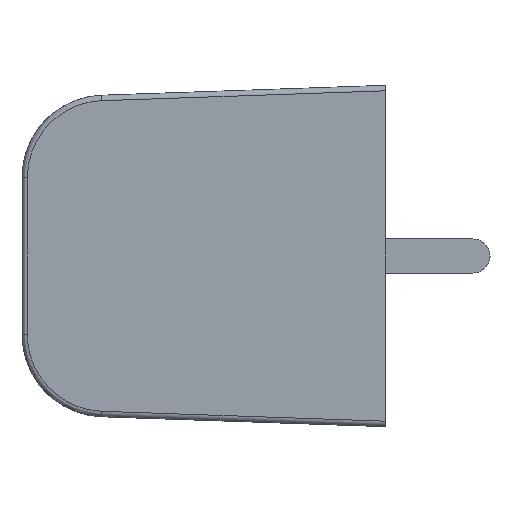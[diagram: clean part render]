
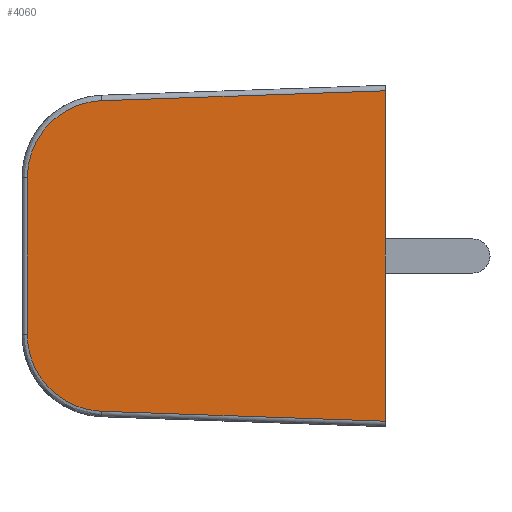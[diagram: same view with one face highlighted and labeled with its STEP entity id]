
A CAD part, left-side view. The second image highlights one B-rep face of the part: STEP entity #4060.
In plain terms, the highlighted planar face has unit normal (-0.999, 0.035, 0).
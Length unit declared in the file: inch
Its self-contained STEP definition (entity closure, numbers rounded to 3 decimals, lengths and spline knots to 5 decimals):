
#11=CARTESIAN_POINT('',(-0.415,0.,-0.30001));
#21=CARTESIAN_POINT('',(-0.415,0.,0.30001));
#1327=DIRECTION('',(-0.035,-0.999,0.035));
#1328=VECTOR('',#1327,0.51586);
#1329=CARTESIAN_POINT('',(-0.39701,0.51523,
0.28201));
#1330=LINE('',#1329,#1328);
#1331=DIRECTION('',(0.,0.,-1.));
#1332=VECTOR('',#1331,0.60001);
#1333=CARTESIAN_POINT('',(-0.415,0.,0.30001));
#1334=LINE('',#1333,#1332);
#1335=DIRECTION('',(-0.035,-0.999,-0.035));
#1336=VECTOR('',#1335,0.51586);
#1337=CARTESIAN_POINT('',(-0.39701,0.51523,
-0.28201));
#1338=LINE('',#1337,#1336);
#1339=CARTESIAN_POINT('',(-0.39701,0.51523,
-0.28201));
#1340=CARTESIAN_POINT('',(-0.39684,0.52003,
-0.28185));
#1341=CARTESIAN_POINT('',(-0.39648,0.53025,
-0.28101));
#1342=CARTESIAN_POINT('',(-0.39587,0.54774,
-0.27745));
#1343=CARTESIAN_POINT('',(-0.39522,0.56639,
-0.27094));
#1344=CARTESIAN_POINT('',(-0.39456,0.58532,
-0.26102));
#1345=CARTESIAN_POINT('',(-0.39392,0.60354,
-0.24743));
#1346=CARTESIAN_POINT('',(-0.39336,0.61969,
-0.23054));
#1347=CARTESIAN_POINT('',(-0.39292,0.63238,
-0.21188));
#1348=CARTESIAN_POINT('',(-0.3926,0.64138,
-0.19276));
#1349=CARTESIAN_POINT('',(-0.3924,0.64705,
-0.17415));
#1350=CARTESIAN_POINT('',(-0.39231,0.64989,
-0.15686));
#1351=CARTESIAN_POINT('',(-0.39229,0.65035,
-0.14681));
#1352=CARTESIAN_POINT('',(-0.39229,0.65035,
-0.1421));
#1354=DIRECTION('',(0.,0.,1.));
#1355=VECTOR('',#1354,0.2842);
#1356=CARTESIAN_POINT('',(-0.39229,0.65035,
-0.1421));
#1357=LINE('',#1356,#1355);
#1358=CARTESIAN_POINT('',(-0.39229,0.65035,
0.1421));
#1359=CARTESIAN_POINT('',(-0.39229,0.65035,
0.14681));
#1360=CARTESIAN_POINT('',(-0.39231,0.64989,
0.15686));
#1361=CARTESIAN_POINT('',(-0.3924,0.64705,
0.17415));
#1362=CARTESIAN_POINT('',(-0.3926,0.64138,
0.19276));
#1363=CARTESIAN_POINT('',(-0.39292,0.63238,
0.21188));
#1364=CARTESIAN_POINT('',(-0.39336,0.61969,
0.23054));
#1365=CARTESIAN_POINT('',(-0.39392,0.60354,
0.24743));
#1366=CARTESIAN_POINT('',(-0.39456,0.58532,
0.26102));
#1367=CARTESIAN_POINT('',(-0.39522,0.56639,
0.27094));
#1368=CARTESIAN_POINT('',(-0.39587,0.54774,
0.27745));
#1369=CARTESIAN_POINT('',(-0.39648,0.53025,
0.28101));
#1370=CARTESIAN_POINT('',(-0.39684,0.52003,
0.28185));
#1371=CARTESIAN_POINT('',(-0.39701,0.51523,
0.28201));
#1747=CARTESIAN_POINT('',(-0.39229,0.65035,
0.1421));
#1748=VERTEX_POINT('',#1747);
#1749=CARTESIAN_POINT('',(-0.39229,0.65035,
-0.1421));
#1750=VERTEX_POINT('',#1749);
#1751=CARTESIAN_POINT('',(-0.39701,0.51523,
-0.28201));
#1752=VERTEX_POINT('',#1751);
#1753=CARTESIAN_POINT('',(-0.39701,0.51523,
0.28201));
#1754=VERTEX_POINT('',#1753);
#1771=VERTEX_POINT('',#21);
#1772=VERTEX_POINT('',#11);
#4047=CARTESIAN_POINT('',(-0.415,0.,-0.235));
#4048=DIRECTION('',(-0.999,0.035,0.));
#4049=DIRECTION('',(0.,0.,1.));
#4050=AXIS2_PLACEMENT_3D('',#4047,#4048,#4049);
#4051=PLANE('',#4050);
#4052=ORIENTED_EDGE('',*,*,#3651,.T.);
#4053=ORIENTED_EDGE('',*,*,#1784,.T.);
#4054=ORIENTED_EDGE('',*,*,#3953,.F.);
#4055=ORIENTED_EDGE('',*,*,#4027,.T.);
#4056=ORIENTED_EDGE('',*,*,#4040,.T.);
#4057=ORIENTED_EDGE('',*,*,#3724,.T.);
#4058=EDGE_LOOP('',(#4052,#4053,#4054,#4055,#4056,#4057));
#4059=FACE_OUTER_BOUND('',#4058,.F.);
#4060=ADVANCED_FACE('',(#4059),#4051,.T.);
#1353=B_SPLINE_CURVE_WITH_KNOTS('',3,(#1339,#1340,#1341,#1342,#1343,#1344,#1345,
#1346,#1347,#1348,#1349,#1350,#1351,#1352),.UNSPECIFIED.,.F.,.F.,(4,1,1,1,1,1,1,
1,1,1,1,4),(0.,0.09091,0.18182,0.27273,
0.36364,0.45455,0.54545,0.63636,
0.72727,0.81818,0.90909,1.),.UNSPECIFIED.);
#1372=B_SPLINE_CURVE_WITH_KNOTS('',3,(#1358,#1359,#1360,#1361,#1362,#1363,#1364,
#1365,#1366,#1367,#1368,#1369,#1370,#1371),.UNSPECIFIED.,.F.,.F.,(4,1,1,1,1,1,1,
1,1,1,1,4),(0.,0.09091,0.18182,0.27273,
0.36364,0.45455,0.54545,0.63636,
0.72727,0.81818,0.90909,1.),.UNSPECIFIED.);
#1784=EDGE_CURVE('',#1771,#1772,#1334,.T.);
#3651=EDGE_CURVE('',#1754,#1771,#1330,.T.);
#3724=EDGE_CURVE('',#1748,#1754,#1372,.T.);
#3953=EDGE_CURVE('',#1752,#1772,#1338,.T.);
#4027=EDGE_CURVE('',#1752,#1750,#1353,.T.);
#4040=EDGE_CURVE('',#1750,#1748,#1357,.T.);
